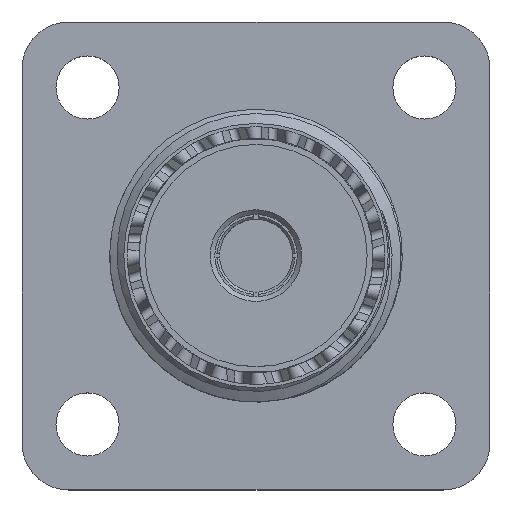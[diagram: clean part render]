
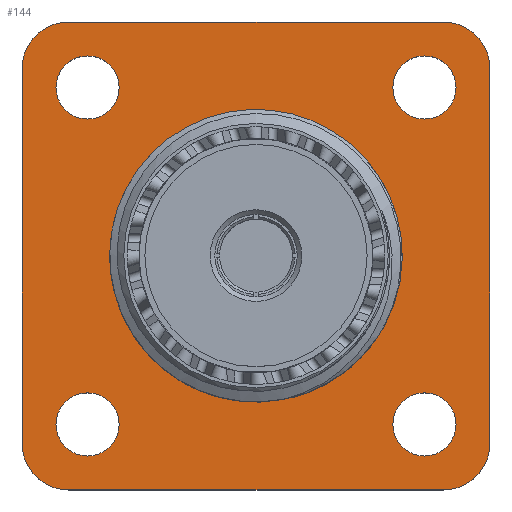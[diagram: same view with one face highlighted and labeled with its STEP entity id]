
A CAD part, top view. The second image highlights one B-rep face of the part: STEP entity #144.
In plain terms, the highlighted planar face has unit normal (0, 0, 1).
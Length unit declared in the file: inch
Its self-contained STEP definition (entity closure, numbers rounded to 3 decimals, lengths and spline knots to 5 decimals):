
#42 = CARTESIAN_POINT ( 'NONE',  ( 0., 0., -0.51936 ) ) ;
#100 = AXIS2_PLACEMENT_3D ( 'NONE', #42, #7358, #4040 ) ;
#144 = ADVANCED_FACE ( 'NONE', ( #6521, #5373, #2987, #8536, #3597, #2359 ), #1464, .T. ) ;
#267 = DIRECTION ( 'NONE',  ( 0., 0., 1. ) ) ;
#309 = CARTESIAN_POINT ( 'NONE',  ( 0.4, -0.5, -0.51936 ) ) ;
#324 = EDGE_LOOP ( 'NONE', ( #6995 ) ) ;
#359 = VECTOR ( 'NONE', #2567, 39.37008 ) ;
#427 = VERTEX_POINT ( 'NONE', #6026 ) ;
#457 = VERTEX_POINT ( 'NONE', #8433 ) ;
#521 = ORIENTED_EDGE ( 'NONE', *, *, #540, .F. ) ;
#540 = EDGE_CURVE ( 'NONE', #8198, #7946, #1402, .T. ) ;
#549 = CIRCLE ( 'NONE', #4344, 0.1 ) ;
#564 = CARTESIAN_POINT ( 'NONE',  ( 0.5, 0.4, -0.51936 ) ) ;
#605 = EDGE_CURVE ( 'NONE', #7920, #7920, #4103, .T. ) ;
#704 = DIRECTION ( 'NONE',  ( 0., 0., 1. ) ) ;
#890 = CIRCLE ( 'NONE', #2028, 0.1 ) ;
#971 = ORIENTED_EDGE ( 'NONE', *, *, #3203, .F. ) ;
#1103 = DIRECTION ( 'NONE',  ( 0., 0., 1. ) ) ;
#1111 = CARTESIAN_POINT ( 'NONE',  ( -0.5, -0.4, -0.51936 ) ) ;
#1114 = EDGE_CURVE ( 'NONE', #6187, #8493, #890, .T. ) ;
#1118 = DIRECTION ( 'NONE',  ( 1., 0., 0. ) ) ;
#1181 = EDGE_CURVE ( 'NONE', #6703, #6703, #8425, .T. ) ;
#1216 = VECTOR ( 'NONE', #6989, 39.37008 ) ;
#1270 = VERTEX_POINT ( 'NONE', #564 ) ;
#1387 = EDGE_CURVE ( 'NONE', #457, #457, #7232, .T. ) ;
#1402 = LINE ( 'NONE', #5926, #359 ) ;
#1464 = PLANE ( 'NONE',  #100 ) ;
#1511 = VERTEX_POINT ( 'NONE', #2473 ) ;
#1576 = EDGE_CURVE ( 'NONE', #1511, #1511, #4096, .T. ) ;
#1859 = DIRECTION ( 'NONE',  ( 1., 0., 0. ) ) ;
#1925 = ORIENTED_EDGE ( 'NONE', *, *, #1576, .F. ) ;
#1969 = CARTESIAN_POINT ( 'NONE',  ( -0.4, 0.4, -0.51936 ) ) ;
#2015 = DIRECTION ( 'NONE',  ( 0., 0., 1. ) ) ;
#2028 = AXIS2_PLACEMENT_3D ( 'NONE', #5433, #2015, #3364 ) ;
#2048 = ORIENTED_EDGE ( 'NONE', *, *, #3638, .F. ) ;
#2158 = CARTESIAN_POINT ( 'NONE',  ( 0.4, 0.5, -0.51936 ) ) ;
#2271 = ORIENTED_EDGE ( 'NONE', *, *, #1387, .F. ) ;
#2343 = VECTOR ( 'NONE', #3541, 39.37008 ) ;
#2354 = DIRECTION ( 'NONE',  ( 0., 0., 1. ) ) ;
#2359 = FACE_BOUND ( 'NONE', #6891, .T. ) ;
#2473 = CARTESIAN_POINT ( 'NONE',  ( -0.2925, 0.36, -0.51936 ) ) ;
#2487 = AXIS2_PLACEMENT_3D ( 'NONE', #4533, #4478, #1118 ) ;
#2548 = DIRECTION ( 'NONE',  ( 0., 0., 1. ) ) ;
#2567 = DIRECTION ( 'NONE',  ( 0., 1., 0. ) ) ;
#2641 = EDGE_LOOP ( 'NONE', ( #2271 ) ) ;
#2812 = ORIENTED_EDGE ( 'NONE', *, *, #6314, .T. ) ;
#2905 = DIRECTION ( 'NONE',  ( 1., 0., 0. ) ) ;
#2919 = VERTEX_POINT ( 'NONE', #4112 ) ;
#2987 = FACE_BOUND ( 'NONE', #2641, .T. ) ;
#3015 = ORIENTED_EDGE ( 'NONE', *, *, #4075, .T. ) ;
#3132 = EDGE_LOOP ( 'NONE', ( #521, #3015, #2048, #6440, #971, #7621, #7201, #2812 ) ) ;
#3157 = DIRECTION ( 'NONE',  ( 0., 0., 1. ) ) ;
#3201 = ORIENTED_EDGE ( 'NONE', *, *, #1181, .F. ) ;
#3203 = EDGE_CURVE ( 'NONE', #1270, #8493, #3883, .T. ) ;
#3282 = AXIS2_PLACEMENT_3D ( 'NONE', #7033, #2354, #4274 ) ;
#3364 = DIRECTION ( 'NONE',  ( 1., 0., 0. ) ) ;
#3541 = DIRECTION ( 'NONE',  ( 0., -1., 0. ) ) ;
#3597 = FACE_OUTER_BOUND ( 'NONE', #3132, .T. ) ;
#3638 = EDGE_CURVE ( 'NONE', #6187, #2919, #7634, .T. ) ;
#3716 = DIRECTION ( 'NONE',  ( 1., 0., 0. ) ) ;
#3803 = EDGE_CURVE ( 'NONE', #1270, #6534, #6496, .T. ) ;
#3883 = LINE ( 'NONE', #7528, #2343 ) ;
#3900 = LINE ( 'NONE', #5630, #1216 ) ;
#4040 = DIRECTION ( 'NONE',  ( 1., 0., 0. ) ) ;
#4075 = EDGE_CURVE ( 'NONE', #8198, #2919, #549, .T. ) ;
#4096 = CIRCLE ( 'NONE', #2487, 0.0675 ) ;
#4103 = CIRCLE ( 'NONE', #7961, 0.3125 ) ;
#4112 = CARTESIAN_POINT ( 'NONE',  ( -0.4, -0.5, -0.51936 ) ) ;
#4274 = DIRECTION ( 'NONE',  ( 1., 0., 0. ) ) ;
#4344 = AXIS2_PLACEMENT_3D ( 'NONE', #4501, #3157, #1859 ) ;
#4405 = CARTESIAN_POINT ( 'NONE',  ( 0.36, 0.36, -0.51936 ) ) ;
#4478 = DIRECTION ( 'NONE',  ( 0., 0., 1. ) ) ;
#4501 = CARTESIAN_POINT ( 'NONE',  ( -0.4, -0.4, -0.51936 ) ) ;
#4533 = CARTESIAN_POINT ( 'NONE',  ( -0.36, 0.36, -0.51936 ) ) ;
#4709 = CIRCLE ( 'NONE', #5023, 0.0675 ) ;
#4794 = CARTESIAN_POINT ( 'NONE',  ( 0., 0., -0.51936 ) ) ;
#4891 = DIRECTION ( 'NONE',  ( 0., 0., 1. ) ) ;
#5002 = EDGE_LOOP ( 'NONE', ( #3201 ) ) ;
#5023 = AXIS2_PLACEMENT_3D ( 'NONE', #4405, #1103, #3716 ) ;
#5055 = VECTOR ( 'NONE', #7943, 39.37008 ) ;
#5125 = AXIS2_PLACEMENT_3D ( 'NONE', #8183, #267, #8218 ) ;
#5320 = CARTESIAN_POINT ( 'NONE',  ( -0.5, 0.4, -0.51936 ) ) ;
#5373 = FACE_BOUND ( 'NONE', #324, .T. ) ;
#5433 = CARTESIAN_POINT ( 'NONE',  ( 0.4, -0.4, -0.51936 ) ) ;
#5603 = EDGE_CURVE ( 'NONE', #6209, #6209, #4709, .T. ) ;
#5630 = CARTESIAN_POINT ( 'NONE',  ( 0.5, 0.5, -0.51936 ) ) ;
#5856 = AXIS2_PLACEMENT_3D ( 'NONE', #1969, #2548, #8508 ) ;
#5926 = CARTESIAN_POINT ( 'NONE',  ( -0.5, -0.5, -0.51936 ) ) ;
#5985 = CARTESIAN_POINT ( 'NONE',  ( 0.5, -0.5, -0.51936 ) ) ;
#6026 = CARTESIAN_POINT ( 'NONE',  ( -0.4, 0.5, -0.51936 ) ) ;
#6079 = DIRECTION ( 'NONE',  ( 1., 0., 0. ) ) ;
#6187 = VERTEX_POINT ( 'NONE', #309 ) ;
#6209 = VERTEX_POINT ( 'NONE', #7891 ) ;
#6314 = EDGE_CURVE ( 'NONE', #427, #7946, #6324, .T. ) ;
#6324 = CIRCLE ( 'NONE', #5856, 0.1 ) ;
#6440 = ORIENTED_EDGE ( 'NONE', *, *, #1114, .T. ) ;
#6496 = CIRCLE ( 'NONE', #6852, 0.1 ) ;
#6521 = FACE_BOUND ( 'NONE', #6584, .T. ) ;
#6534 = VERTEX_POINT ( 'NONE', #2158 ) ;
#6536 = CARTESIAN_POINT ( 'NONE',  ( 0.3125, 0., -0.51936 ) ) ;
#6584 = EDGE_LOOP ( 'NONE', ( #1925 ) ) ;
#6703 = VERTEX_POINT ( 'NONE', #7138 ) ;
#6852 = AXIS2_PLACEMENT_3D ( 'NONE', #7576, #4891, #2905 ) ;
#6891 = EDGE_LOOP ( 'NONE', ( #8361 ) ) ;
#6989 = DIRECTION ( 'NONE',  ( 1., 0., 0. ) ) ;
#6995 = ORIENTED_EDGE ( 'NONE', *, *, #5603, .F. ) ;
#7033 = CARTESIAN_POINT ( 'NONE',  ( -0.36, -0.36, -0.51936 ) ) ;
#7048 = EDGE_CURVE ( 'NONE', #427, #6534, #3900, .T. ) ;
#7138 = CARTESIAN_POINT ( 'NONE',  ( -0.2925, -0.36, -0.51936 ) ) ;
#7201 = ORIENTED_EDGE ( 'NONE', *, *, #7048, .F. ) ;
#7232 = CIRCLE ( 'NONE', #5125, 0.0675 ) ;
#7358 = DIRECTION ( 'NONE',  ( 0., 0., 1. ) ) ;
#7528 = CARTESIAN_POINT ( 'NONE',  ( 0.5, -0.5, -0.51936 ) ) ;
#7576 = CARTESIAN_POINT ( 'NONE',  ( 0.4, 0.4, -0.51936 ) ) ;
#7621 = ORIENTED_EDGE ( 'NONE', *, *, #3803, .T. ) ;
#7634 = LINE ( 'NONE', #5985, #5055 ) ;
#7717 = CARTESIAN_POINT ( 'NONE',  ( 0.5, -0.4, -0.51936 ) ) ;
#7891 = CARTESIAN_POINT ( 'NONE',  ( 0.4275, 0.36, -0.51936 ) ) ;
#7920 = VERTEX_POINT ( 'NONE', #6536 ) ;
#7943 = DIRECTION ( 'NONE',  ( -1., 0., 0. ) ) ;
#7946 = VERTEX_POINT ( 'NONE', #5320 ) ;
#7961 = AXIS2_PLACEMENT_3D ( 'NONE', #4794, #704, #6079 ) ;
#8183 = CARTESIAN_POINT ( 'NONE',  ( 0.36, -0.36, -0.51936 ) ) ;
#8198 = VERTEX_POINT ( 'NONE', #1111 ) ;
#8218 = DIRECTION ( 'NONE',  ( 1., 0., 0. ) ) ;
#8361 = ORIENTED_EDGE ( 'NONE', *, *, #605, .F. ) ;
#8425 = CIRCLE ( 'NONE', #3282, 0.0675 ) ;
#8433 = CARTESIAN_POINT ( 'NONE',  ( 0.4275, -0.36, -0.51936 ) ) ;
#8493 = VERTEX_POINT ( 'NONE', #7717 ) ;
#8508 = DIRECTION ( 'NONE',  ( 1., 0., 0. ) ) ;
#8536 = FACE_BOUND ( 'NONE', #5002, .T. ) ;
